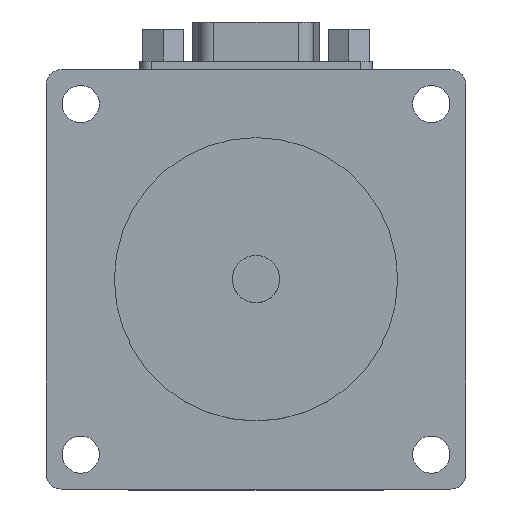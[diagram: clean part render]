
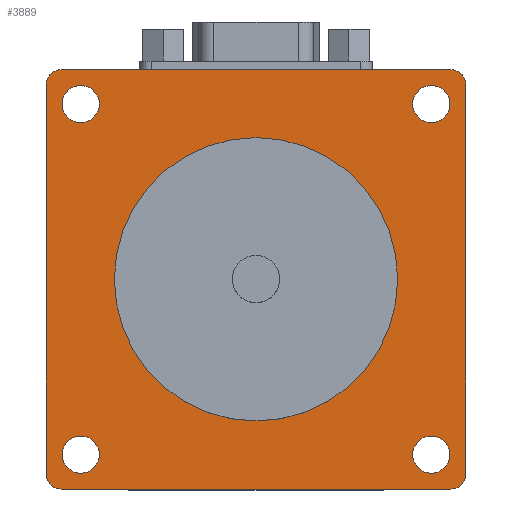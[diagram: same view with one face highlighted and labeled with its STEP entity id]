
A CAD part, top view. The second image highlights one B-rep face of the part: STEP entity #3889.
In plain terms, the highlighted planar face has unit normal (0, 0, 1).
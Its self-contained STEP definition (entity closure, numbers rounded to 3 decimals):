
#163=CIRCLE('',#4102,19.05);
#166=CIRCLE('',#4110,2.);
#167=CIRCLE('',#4113,2.);
#168=CIRCLE('',#4116,2.);
#173=CIRCLE('',#4123,2.);
#179=CIRCLE('',#4131,2.5);
#180=CIRCLE('',#4132,2.5);
#181=CIRCLE('',#4133,2.5);
#182=CIRCLE('',#4134,2.5);
#524=ORIENTED_EDGE('',*,*,#1261,.F.);
#525=ORIENTED_EDGE('',*,*,#1262,.F.);
#526=ORIENTED_EDGE('',*,*,#1263,.F.);
#527=ORIENTED_EDGE('',*,*,#1264,.F.);
#528=ORIENTED_EDGE('',*,*,#1197,.F.);
#529=ORIENTED_EDGE('',*,*,#1202,.T.);
#530=ORIENTED_EDGE('',*,*,#1211,.T.);
#531=ORIENTED_EDGE('',*,*,#1215,.T.);
#532=ORIENTED_EDGE('',*,*,#1222,.T.);
#533=ORIENTED_EDGE('',*,*,#1226,.T.);
#534=ORIENTED_EDGE('',*,*,#1233,.T.);
#535=ORIENTED_EDGE('',*,*,#1246,.T.);
#536=ORIENTED_EDGE('',*,*,#1253,.T.);
#1197=EDGE_CURVE('',#1575,#1575,#163,.T.);
#1202=EDGE_CURVE('',#1580,#1579,#1807,.T.);
#1211=EDGE_CURVE('',#1579,#1586,#166,.T.);
#1215=EDGE_CURVE('',#1586,#1588,#1816,.T.);
#1222=EDGE_CURVE('',#1588,#1592,#167,.T.);
#1226=EDGE_CURVE('',#1592,#1594,#1823,.T.);
#1233=EDGE_CURVE('',#1594,#1598,#168,.T.);
#1246=EDGE_CURVE('',#1598,#1610,#1835,.T.);
#1253=EDGE_CURVE('',#1610,#1580,#173,.T.);
#1261=EDGE_CURVE('',#1617,#1617,#179,.T.);
#1262=EDGE_CURVE('',#1618,#1618,#180,.T.);
#1263=EDGE_CURVE('',#1619,#1619,#181,.T.);
#1264=EDGE_CURVE('',#1620,#1620,#182,.T.);
#1575=VERTEX_POINT('',#5508);
#1579=VERTEX_POINT('',#5520);
#1580=VERTEX_POINT('',#5522);
#1586=VERTEX_POINT('',#5547);
#1588=VERTEX_POINT('',#5553);
#1592=VERTEX_POINT('',#5575);
#1594=VERTEX_POINT('',#5581);
#1598=VERTEX_POINT('',#5603);
#1610=VERTEX_POINT('',#5628);
#1617=VERTEX_POINT('',#5663);
#1618=VERTEX_POINT('',#5665);
#1619=VERTEX_POINT('',#5667);
#1620=VERTEX_POINT('',#5669);
#1807=LINE('',#5521,#2063);
#1816=LINE('',#5554,#2072);
#1823=LINE('',#5582,#2079);
#1835=LINE('',#5629,#2091);
#2063=VECTOR('',#4597,1000.);
#2072=VECTOR('',#4612,1000.);
#2079=VECTOR('',#4625,1000.);
#2091=VECTOR('',#4651,1000.);
#2256=EDGE_LOOP('',(#524));
#2257=EDGE_LOOP('',(#525));
#2258=EDGE_LOOP('',(#526));
#2259=EDGE_LOOP('',(#527));
#2260=EDGE_LOOP('',(#528));
#2261=EDGE_LOOP('',(#529,#530,#531,#532,#533,#534,#535,#536));
#2462=FACE_BOUND('',#2256,.T.);
#2463=FACE_BOUND('',#2257,.T.);
#2464=FACE_BOUND('',#2258,.T.);
#2465=FACE_BOUND('',#2259,.T.);
#2466=FACE_BOUND('',#2260,.T.);
#2467=FACE_BOUND('',#2261,.T.);
#2642=PLANE('',#4130);
#3889=ADVANCED_FACE('',(#2462,#2463,#2464,#2465,#2466,#2467),#2642,.T.);
#4102=AXIS2_PLACEMENT_3D('',#5507,#4581,#4582);
#4110=AXIS2_PLACEMENT_3D('',#5546,#4605,#4606);
#4113=AXIS2_PLACEMENT_3D('',#5574,#4618,#4619);
#4116=AXIS2_PLACEMENT_3D('',#5602,#4631,#4632);
#4123=AXIS2_PLACEMENT_3D('',#5649,#4657,#4658);
#4130=AXIS2_PLACEMENT_3D('',#5661,#4673,#4674);
#4131=AXIS2_PLACEMENT_3D('',#5662,#4675,#4676);
#4132=AXIS2_PLACEMENT_3D('',#5664,#4677,#4678);
#4133=AXIS2_PLACEMENT_3D('',#5666,#4679,#4680);
#4134=AXIS2_PLACEMENT_3D('',#5668,#4681,#4682);
#4581=DIRECTION('',(0.,0.,1.));
#4582=DIRECTION('',(1.,0.,0.));
#4597=DIRECTION('',(0.,-1.,0.));
#4605=DIRECTION('',(0.,0.,1.));
#4606=DIRECTION('',(1.,0.,0.));
#4612=DIRECTION('',(1.,0.,0.));
#4618=DIRECTION('',(0.,0.,1.));
#4619=DIRECTION('',(1.,0.,0.));
#4625=DIRECTION('',(0.,1.,0.));
#4631=DIRECTION('',(0.,0.,1.));
#4632=DIRECTION('',(1.,0.,0.));
#4651=DIRECTION('',(-1.,0.,0.));
#4657=DIRECTION('',(0.,0.,1.));
#4658=DIRECTION('',(1.,0.,0.));
#4673=DIRECTION('',(0.,0.,1.));
#4674=DIRECTION('',(1.,0.,0.));
#4675=DIRECTION('',(0.,0.,1.));
#4676=DIRECTION('',(1.,0.,0.));
#4677=DIRECTION('',(0.,0.,1.));
#4678=DIRECTION('',(1.,0.,0.));
#4679=DIRECTION('',(0.,0.,1.));
#4680=DIRECTION('',(1.,0.,0.));
#4681=DIRECTION('',(0.,0.,1.));
#4682=DIRECTION('',(1.,0.,0.));
#5507=CARTESIAN_POINT('',(0.,0.,0.));
#5508=CARTESIAN_POINT('',(19.05,0.,0.));
#5520=CARTESIAN_POINT('',(-28.2,-26.2,0.));
#5521=CARTESIAN_POINT('',(-28.2,26.2,0.));
#5522=CARTESIAN_POINT('',(-28.2,26.2,0.));
#5546=CARTESIAN_POINT('',(-26.2,-26.2,0.));
#5547=CARTESIAN_POINT('',(-26.2,-28.2,0.));
#5553=CARTESIAN_POINT('',(26.2,-28.2,0.));
#5554=CARTESIAN_POINT('',(-26.2,-28.2,0.));
#5574=CARTESIAN_POINT('',(26.2,-26.2,0.));
#5575=CARTESIAN_POINT('',(28.2,-26.2,0.));
#5581=CARTESIAN_POINT('',(28.2,26.2,0.));
#5582=CARTESIAN_POINT('',(28.2,-26.2,0.));
#5602=CARTESIAN_POINT('',(26.2,26.2,0.));
#5603=CARTESIAN_POINT('',(26.2,28.2,0.));
#5628=CARTESIAN_POINT('',(-26.2,28.2,0.));
#5629=CARTESIAN_POINT('',(26.2,28.2,0.));
#5649=CARTESIAN_POINT('',(-26.2,26.2,0.));
#5661=CARTESIAN_POINT('',(-26.2,-26.2,0.));
#5662=CARTESIAN_POINT('',(-23.57,23.57,0.));
#5663=CARTESIAN_POINT('',(-21.07,23.57,0.));
#5664=CARTESIAN_POINT('',(-23.57,-23.57,0.));
#5665=CARTESIAN_POINT('',(-21.07,-23.57,0.));
#5666=CARTESIAN_POINT('',(23.57,23.57,0.));
#5667=CARTESIAN_POINT('',(26.07,23.57,0.));
#5668=CARTESIAN_POINT('',(23.57,-23.57,0.));
#5669=CARTESIAN_POINT('',(26.07,-23.57,0.));
